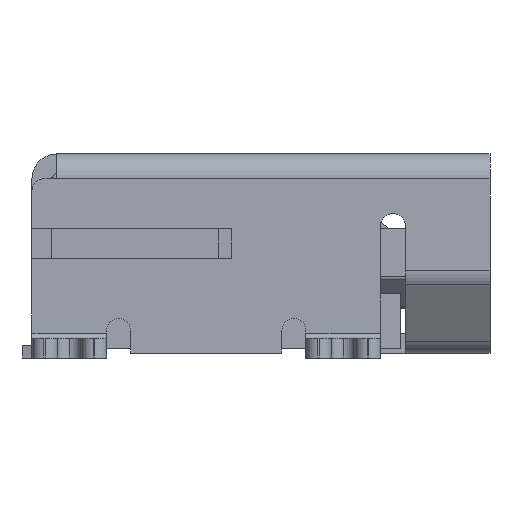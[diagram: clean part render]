
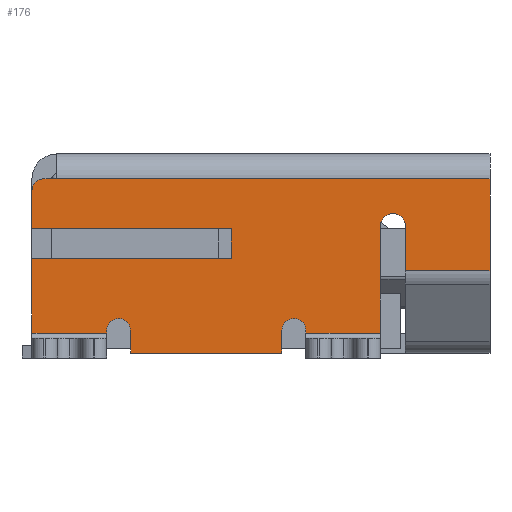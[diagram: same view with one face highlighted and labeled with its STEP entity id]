
A CAD part, left-side view. The second image highlights one B-rep face of the part: STEP entity #176.
In plain terms, the highlighted planar face has unit normal (-1, 0, 0).
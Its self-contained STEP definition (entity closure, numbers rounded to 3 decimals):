
#176=ADVANCED_FACE('',(#746),#747,.F.);
#746=FACE_OUTER_BOUND('',#1759,.T.);
#747=PLANE('',#1760);
#1759=EDGE_LOOP('',(#3355,#3356,#3357,#3358,#3359,#3360,#3361,#3362,#3363,#3364,#3365,#3366,#3367,#3368,#3369,#3370,#3371,#3372,#3373,#3374,#3375,#3376,#3377,#3378,#3379,#3380,#3381,#3382));
#1760=AXIS2_PLACEMENT_3D('',#3383,#3384,#3385);
#3355=ORIENTED_EDGE('',*,*,#7489,.F.);
#3356=ORIENTED_EDGE('',*,*,#7490,.F.);
#3357=ORIENTED_EDGE('',*,*,#7171,.T.);
#3358=ORIENTED_EDGE('',*,*,#7491,.T.);
#3359=ORIENTED_EDGE('',*,*,#7492,.T.);
#3360=ORIENTED_EDGE('',*,*,#7493,.T.);
#3361=ORIENTED_EDGE('',*,*,#7494,.F.);
#3362=ORIENTED_EDGE('',*,*,#7495,.T.);
#3363=ORIENTED_EDGE('',*,*,#7496,.T.);
#3364=ORIENTED_EDGE('',*,*,#7497,.T.);
#3365=ORIENTED_EDGE('',*,*,#7498,.T.);
#3366=ORIENTED_EDGE('',*,*,#7499,.T.);
#3367=ORIENTED_EDGE('',*,*,#7500,.F.);
#3368=ORIENTED_EDGE('',*,*,#7501,.T.);
#3369=ORIENTED_EDGE('',*,*,#7502,.F.);
#3370=ORIENTED_EDGE('',*,*,#7503,.T.);
#3371=ORIENTED_EDGE('',*,*,#7504,.T.);
#3372=ORIENTED_EDGE('',*,*,#7505,.T.);
#3373=ORIENTED_EDGE('',*,*,#7506,.T.);
#3374=ORIENTED_EDGE('',*,*,#7507,.T.);
#3375=ORIENTED_EDGE('',*,*,#7508,.T.);
#3376=ORIENTED_EDGE('',*,*,#7487,.T.);
#3377=ORIENTED_EDGE('',*,*,#7448,.T.);
#3378=ORIENTED_EDGE('',*,*,#7509,.F.);
#3379=ORIENTED_EDGE('',*,*,#7510,.T.);
#3380=ORIENTED_EDGE('',*,*,#7511,.T.);
#3381=ORIENTED_EDGE('',*,*,#7512,.T.);
#3382=ORIENTED_EDGE('',*,*,#7513,.F.);
#3383=CARTESIAN_POINT('',(-3.85,4.35,1.45));
#3384=DIRECTION('',(1.0,0.0,0.0));
#3385=DIRECTION('',(0.0,1.0,0.0));
#7171=EDGE_CURVE('',#8696,#8708,#8710,.T.);
#7448=EDGE_CURVE('',#9212,#9210,#9213,.F.);
#7487=EDGE_CURVE('',#9281,#9212,#9282,.T.);
#7489=EDGE_CURVE('',#9284,#9285,#9286,.T.);
#7490=EDGE_CURVE('',#8696,#9284,#9287,.T.);
#7491=EDGE_CURVE('',#8708,#9288,#9289,.T.);
#7492=EDGE_CURVE('',#9288,#9290,#9291,.T.);
#7493=EDGE_CURVE('',#9290,#9292,#9293,.T.);
#7494=EDGE_CURVE('',#9294,#9292,#9295,.T.);
#7495=EDGE_CURVE('',#9294,#9296,#9297,.T.);
#7496=EDGE_CURVE('',#9296,#9298,#9299,.T.);
#7497=EDGE_CURVE('',#9298,#9300,#9301,.T.);
#7498=EDGE_CURVE('',#9300,#9302,#9303,.T.);
#7499=EDGE_CURVE('',#9302,#9304,#9305,.T.);
#7500=EDGE_CURVE('',#9306,#9304,#9307,.T.);
#7501=EDGE_CURVE('',#9306,#9308,#9309,.T.);
#7502=EDGE_CURVE('',#9310,#9308,#9311,.T.);
#7503=EDGE_CURVE('',#9310,#9312,#9313,.T.);
#7504=EDGE_CURVE('',#9312,#9314,#9315,.T.);
#7505=EDGE_CURVE('',#9314,#9316,#9317,.T.);
#7506=EDGE_CURVE('',#9316,#9318,#9319,.T.);
#7507=EDGE_CURVE('',#9318,#9320,#9321,.T.);
#7508=EDGE_CURVE('',#9320,#9281,#9322,.T.);
#7509=EDGE_CURVE('',#9194,#9210,#9323,.F.);
#7510=EDGE_CURVE('',#9194,#9324,#9325,.T.);
#7511=EDGE_CURVE('',#9324,#9326,#9327,.F.);
#7512=EDGE_CURVE('',#9326,#9328,#9329,.T.);
#7513=EDGE_CURVE('',#9285,#9328,#9330,.T.);
#8696=VERTEX_POINT('',#11151);
#8708=VERTEX_POINT('',#11168);
#8710=LINE('',#11170,#11171);
#9194=VERTEX_POINT('',#11835);
#9210=VERTEX_POINT('',#11855);
#9212=VERTEX_POINT('',#11857);
#9213=LINE('',#11858,#11859);
#9281=VERTEX_POINT('',#11953);
#9282=LINE('',#11954,#11955);
#9284=VERTEX_POINT('',#11957);
#9285=VERTEX_POINT('',#11958);
#9286=LINE('',#11959,#11960);
#9287=LINE('',#11961,#11962);
#9288=VERTEX_POINT('',#11963);
#9289=LINE('',#11964,#11965);
#9290=VERTEX_POINT('',#11966);
#9291=LINE('',#11967,#11968);
#9292=VERTEX_POINT('',#11969);
#9293=CIRCLE('',#11970,0.23);
#9294=VERTEX_POINT('',#11971);
#9295=LINE('',#11972,#11973);
#9296=VERTEX_POINT('',#11974);
#9297=CIRCLE('',#11975,0.23);
#9298=VERTEX_POINT('',#11976);
#9299=LINE('',#11977,#11978);
#9300=VERTEX_POINT('',#11979);
#9301=LINE('',#11980,#11981);
#9302=VERTEX_POINT('',#11982);
#9303=LINE('',#11983,#11984);
#9304=VERTEX_POINT('',#11985);
#9305=CIRCLE('',#11986,0.23);
#9306=VERTEX_POINT('',#11987);
#9307=LINE('',#11988,#11989);
#9308=VERTEX_POINT('',#11990);
#9309=CIRCLE('',#11991,0.23);
#9310=VERTEX_POINT('',#11992);
#9311=LINE('',#11993,#11994);
#9312=VERTEX_POINT('',#11995);
#9313=LINE('',#11996,#11997);
#9314=VERTEX_POINT('',#11998);
#9315=LINE('',#11999,#12000);
#9316=VERTEX_POINT('',#12001);
#9317=CIRCLE('',#12002,0.24);
#9318=VERTEX_POINT('',#12003);
#9319=LINE('',#12004,#12005);
#9320=VERTEX_POINT('',#12006);
#9321=CIRCLE('',#12007,0.24);
#9322=LINE('',#12008,#12009);
#9323=LINE('',#12010,#12011);
#9324=VERTEX_POINT('',#12012);
#9325=LINE('',#12013,#12014);
#9326=VERTEX_POINT('',#12015);
#9327=CIRCLE('',#12016,0.24);
#9328=VERTEX_POINT('',#12017);
#9329=LINE('',#12018,#12019);
#9330=LINE('',#12020,#12021);
#11151=CARTESIAN_POINT('',(-3.85,4.85,-0.15));
#11168=CARTESIAN_POINT('',(-3.85,4.85,-1.65));
#11170=CARTESIAN_POINT('',(-3.85,4.85,1.45));
#11171=VECTOR('',#14639,1000.0);
#11835=CARTESIAN_POINT('',(-3.85,4.35,1.45));
#11855=CARTESIAN_POINT('',(-3.85,-4.35,1.45));
#11857=CARTESIAN_POINT('',(-3.85,-4.35,-0.397));
#11858=CARTESIAN_POINT('',(-3.85,-4.35,1.45));
#11859=VECTOR('',#15106,1000.0);
#11953=CARTESIAN_POINT('',(-3.85,-2.65,-0.397));
#11954=CARTESIAN_POINT('',(-3.85,4.35,-0.397));
#11955=VECTOR('',#15169,1000.0);
#11957=CARTESIAN_POINT('',(-3.85,0.85,-0.15));
#11958=CARTESIAN_POINT('',(-3.85,0.85,0.45));
#11959=CARTESIAN_POINT('',(-3.85,0.85,-0.15));
#11960=VECTOR('',#15173,1000.0);
#11961=CARTESIAN_POINT('',(-3.85,4.85,-0.15));
#11962=VECTOR('',#15174,1000.0);
#11963=CARTESIAN_POINT('',(-3.85,3.35,-1.65));
#11964=CARTESIAN_POINT('',(-3.85,4.85,-1.65));
#11965=VECTOR('',#15175,1000.0);
#11966=CARTESIAN_POINT('',(-3.85,3.35,-1.59));
#11967=CARTESIAN_POINT('',(-3.85,3.35,-1.65));
#11968=VECTOR('',#15176,1000.0);
#11969=CARTESIAN_POINT('',(-3.85,3.12,-1.36));
#11970=AXIS2_PLACEMENT_3D('',#15177,#15178,#15179);
#11971=CARTESIAN_POINT('',(-3.85,3.1,-1.36));
#11972=CARTESIAN_POINT('',(-3.85,2.87,-1.36));
#11973=VECTOR('',#15180,1000.0);
#11974=CARTESIAN_POINT('',(-3.85,2.87,-1.59));
#11975=AXIS2_PLACEMENT_3D('',#15181,#15182,#15183);
#11976=CARTESIAN_POINT('',(-3.85,2.87,-2.05));
#11977=CARTESIAN_POINT('',(-3.85,2.87,-1.6));
#11978=VECTOR('',#15184,1000.0);
#11979=CARTESIAN_POINT('',(-3.85,-0.17,-2.05));
#11980=CARTESIAN_POINT('',(-3.85,2.87,-2.05));
#11981=VECTOR('',#15185,1000.0);
#11982=CARTESIAN_POINT('',(-3.85,-0.17,-1.59));
#11983=CARTESIAN_POINT('',(-3.85,-0.17,-2.05));
#11984=VECTOR('',#15186,1000.0);
#11985=CARTESIAN_POINT('',(-3.85,-0.4,-1.36));
#11986=AXIS2_PLACEMENT_3D('',#15187,#15188,#15189);
#11987=CARTESIAN_POINT('',(-3.85,-0.42,-1.36));
#11988=CARTESIAN_POINT('',(-3.85,-0.65,-1.36));
#11989=VECTOR('',#15190,1000.0);
#11990=CARTESIAN_POINT('',(-3.85,-0.65,-1.59));
#11991=AXIS2_PLACEMENT_3D('',#15191,#15192,#15193);
#11992=CARTESIAN_POINT('',(-3.85,-0.65,-1.65));
#11993=CARTESIAN_POINT('',(-3.85,-0.65,-1.65));
#11994=VECTOR('',#15194,1000.0);
#11995=CARTESIAN_POINT('',(-3.85,-2.15,-1.65));
#11996=CARTESIAN_POINT('',(-3.85,-0.65,-1.65));
#11997=VECTOR('',#15195,1000.0);
#11998=CARTESIAN_POINT('',(-3.85,-2.15,0.51));
#11999=CARTESIAN_POINT('',(-3.85,-2.15,1.45));
#12000=VECTOR('',#15196,1000.0);
#12001=CARTESIAN_POINT('',(-3.85,-2.39,0.75));
#12002=AXIS2_PLACEMENT_3D('',#15197,#15198,#15199);
#12003=CARTESIAN_POINT('',(-3.85,-2.41,0.75));
#12004=CARTESIAN_POINT('',(-3.85,4.35,0.75));
#12005=VECTOR('',#15200,1000.0);
#12006=CARTESIAN_POINT('',(-3.85,-2.65,0.51));
#12007=AXIS2_PLACEMENT_3D('',#15201,#15202,#15203);
#12008=CARTESIAN_POINT('',(-3.85,-2.65,1.45));
#12009=VECTOR('',#15204,1000.0);
#12010=CARTESIAN_POINT('',(-3.85,4.35,1.45));
#12011=VECTOR('',#15205,1000.0);
#12012=CARTESIAN_POINT('',(-3.85,4.61,1.45));
#12013=CARTESIAN_POINT('',(-3.85,4.35,1.45));
#12014=VECTOR('',#15206,1000.0);
#12015=CARTESIAN_POINT('',(-3.85,4.85,1.21));
#12016=AXIS2_PLACEMENT_3D('',#15207,#15208,#15209);
#12017=CARTESIAN_POINT('',(-3.85,4.85,0.45));
#12018=CARTESIAN_POINT('',(-3.85,4.85,1.45));
#12019=VECTOR('',#15210,1000.0);
#12020=CARTESIAN_POINT('',(-3.85,0.85,0.45));
#12021=VECTOR('',#15211,1000.0);
#14639=DIRECTION('',(0.0,0.0,-1.0));
#15106=DIRECTION('',(0.0,0.0,-1.0));
#15169=DIRECTION('',(0.0,-1.0,0.0));
#15173=DIRECTION('',(0.0,0.,1.0));
#15174=DIRECTION('',(0.0,-1.0,0.));
#15175=DIRECTION('',(0.0,-1.0,0.0));
#15176=DIRECTION('',(0.0,0.0,1.0));
#15177=CARTESIAN_POINT('',(-3.85,3.12,-1.59));
#15178=DIRECTION('',(1.0,0.0,0.0));
#15179=DIRECTION('',(0.0,0.0,-1.0));
#15180=DIRECTION('',(0.0,1.0,0.0));
#15181=CARTESIAN_POINT('',(-3.85,3.1,-1.59));
#15182=DIRECTION('',(1.0,0.0,0.0));
#15183=DIRECTION('',(0.0,0.0,-1.0));
#15184=DIRECTION('',(0.0,0.0,-1.0));
#15185=DIRECTION('',(0.0,-1.0,0.));
#15186=DIRECTION('',(0.0,0.,1.0));
#15187=CARTESIAN_POINT('',(-3.85,-0.4,-1.59));
#15188=DIRECTION('',(1.0,0.0,0.0));
#15189=DIRECTION('',(0.0,0.0,-1.0));
#15190=DIRECTION('',(0.0,1.0,0.0));
#15191=CARTESIAN_POINT('',(-3.85,-0.42,-1.59));
#15192=DIRECTION('',(1.0,0.0,0.0));
#15193=DIRECTION('',(0.0,0.0,-1.0));
#15194=DIRECTION('',(0.0,0.0,1.0));
#15195=DIRECTION('',(0.0,-1.0,0.0));
#15196=DIRECTION('',(0.0,0.0,1.0));
#15197=CARTESIAN_POINT('',(-3.85,-2.39,0.51));
#15198=DIRECTION('',(1.0,0.0,0.0));
#15199=DIRECTION('',(0.0,0.0,-1.0));
#15200=DIRECTION('',(0.0,-1.0,0.));
#15201=CARTESIAN_POINT('',(-3.85,-2.41,0.51));
#15202=DIRECTION('',(1.0,0.0,0.0));
#15203=DIRECTION('',(0.0,0.0,-1.0));
#15204=DIRECTION('',(0.0,0.,-1.0));
#15205=DIRECTION('',(0.0,1.0,0.0));
#15206=DIRECTION('',(0.0,1.0,0.));
#15207=CARTESIAN_POINT('',(-3.85,4.61,1.21));
#15208=DIRECTION('',(1.0,0.0,0.0));
#15209=DIRECTION('',(0.0,0.0,-1.0));
#15210=DIRECTION('',(0.0,0.0,-1.0));
#15211=DIRECTION('',(0.0,1.0,0.));
